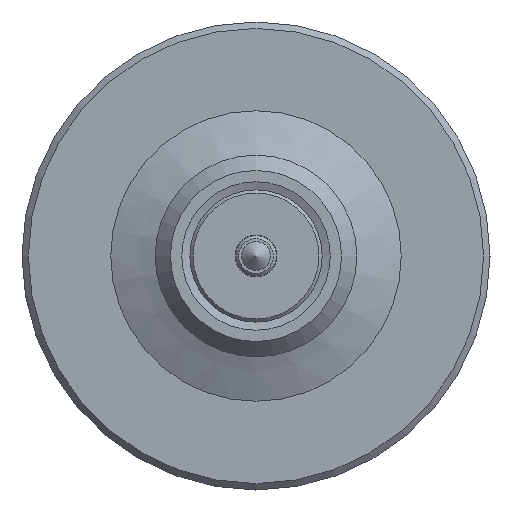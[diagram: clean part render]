
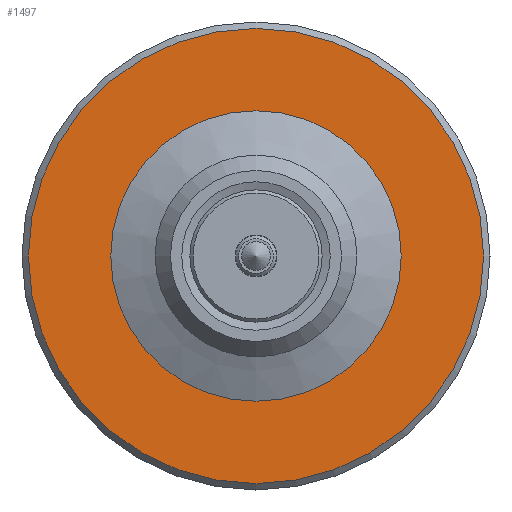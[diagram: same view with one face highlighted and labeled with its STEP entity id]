
A CAD part, left-side view. The second image highlights one B-rep face of the part: STEP entity #1497.
In plain terms, the highlighted planar face has unit normal (-1, 0, 0).
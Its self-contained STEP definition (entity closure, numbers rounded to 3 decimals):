
#4 = CIRCLE ( 'NONE', #725, 4.5 ) ;
#166 = PLANE ( 'NONE',  #730 ) ;
#298 = ORIENTED_EDGE ( 'NONE', *, *, #1850, .T. ) ;
#474 = FACE_OUTER_BOUND ( 'NONE', #2591, .T. ) ;
#580 = DIRECTION ( 'NONE',  ( 0., 0., -1. ) ) ;
#709 = VERTEX_POINT ( 'NONE', #1245 ) ;
#725 = AXIS2_PLACEMENT_3D ( 'NONE', #2028, #1185, #1811 ) ;
#730 = AXIS2_PLACEMENT_3D ( 'NONE', #2425, #2414, #580 ) ;
#773 = VERTEX_POINT ( 'NONE', #1030 ) ;
#957 = DIRECTION ( 'NONE',  ( -1., 0., 0. ) ) ;
#1013 = EDGE_CURVE ( 'NONE', #773, #773, #4, .T. ) ;
#1030 = CARTESIAN_POINT ( 'NONE',  ( -5.097, 0., 4.5 ) ) ;
#1130 = AXIS2_PLACEMENT_3D ( 'NONE', #2205, #957, #2401 ) ;
#1185 = DIRECTION ( 'NONE',  ( -1., 0., 0. ) ) ;
#1245 = CARTESIAN_POINT ( 'NONE',  ( -5.097, 0., 7.05 ) ) ;
#1477 = FACE_BOUND ( 'NONE', #2312, .T. ) ;
#1496 = ORIENTED_EDGE ( 'NONE', *, *, #1013, .F. ) ;
#1497 = ADVANCED_FACE ( 'NONE', ( #1477, #474 ), #166, .F. ) ;
#1774 = CIRCLE ( 'NONE', #1130, 7.05 ) ;
#1811 = DIRECTION ( 'NONE',  ( 0., 0., 1. ) ) ;
#1850 = EDGE_CURVE ( 'NONE', #709, #709, #1774, .T. ) ;
#2028 = CARTESIAN_POINT ( 'NONE',  ( -5.097, 0., 0. ) ) ;
#2205 = CARTESIAN_POINT ( 'NONE',  ( -5.097, 0., 0. ) ) ;
#2312 = EDGE_LOOP ( 'NONE', ( #1496 ) ) ;
#2401 = DIRECTION ( 'NONE',  ( 0., 0., 1. ) ) ;
#2414 = DIRECTION ( 'NONE',  ( 1., 0., 0. ) ) ;
#2425 = CARTESIAN_POINT ( 'NONE',  ( -5.097, 7.05, 0. ) ) ;
#2591 = EDGE_LOOP ( 'NONE', ( #298 ) ) ;
